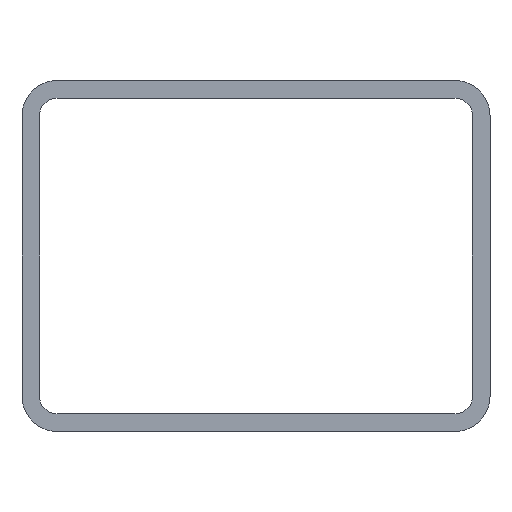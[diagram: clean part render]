
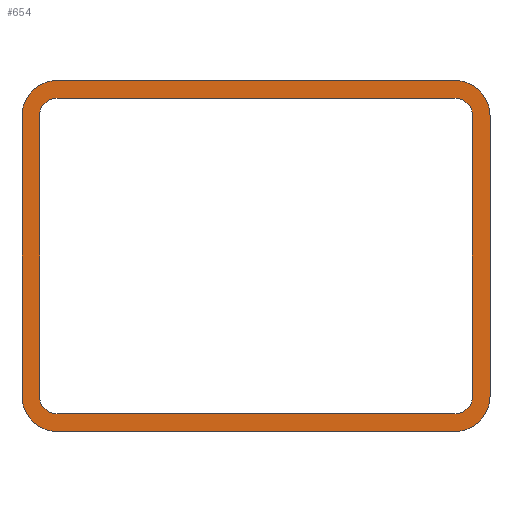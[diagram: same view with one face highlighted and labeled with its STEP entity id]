
A CAD part, front view. The second image highlights one B-rep face of the part: STEP entity #654.
In plain terms, the highlighted planar face has unit normal (0, -1, 0).
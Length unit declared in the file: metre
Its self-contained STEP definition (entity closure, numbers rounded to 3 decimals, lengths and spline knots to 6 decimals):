
#46=LINE('',#988,#78);
#51=LINE('',#1002,#83);
#55=LINE('',#1030,#87);
#59=LINE('',#1042,#91);
#62=LINE('',#1065,#94);
#67=LINE('',#1079,#99);
#71=LINE('',#1107,#103);
#75=LINE('',#1119,#107);
#78=VECTOR('',#789,1.);
#83=VECTOR('',#802,1.);
#87=VECTOR('',#830,1.);
#91=VECTOR('',#842,1.);
#94=VECTOR('',#863,1.);
#99=VECTOR('',#876,1.);
#103=VECTOR('',#904,1.);
#107=VECTOR('',#916,1.);
#204=ORIENTED_EDGE('',*,*,#316,.F.);
#205=ORIENTED_EDGE('',*,*,#320,.F.);
#206=ORIENTED_EDGE('',*,*,#323,.F.);
#207=ORIENTED_EDGE('',*,*,#326,.F.);
#208=ORIENTED_EDGE('',*,*,#337,.T.);
#209=ORIENTED_EDGE('',*,*,#340,.F.);
#210=ORIENTED_EDGE('',*,*,#343,.T.);
#211=ORIENTED_EDGE('',*,*,#345,.F.);
#212=ORIENTED_EDGE('',*,*,#278,.F.);
#213=ORIENTED_EDGE('',*,*,#282,.T.);
#214=ORIENTED_EDGE('',*,*,#285,.T.);
#215=ORIENTED_EDGE('',*,*,#288,.T.);
#216=ORIENTED_EDGE('',*,*,#299,.T.);
#217=ORIENTED_EDGE('',*,*,#302,.T.);
#218=ORIENTED_EDGE('',*,*,#305,.F.);
#219=ORIENTED_EDGE('',*,*,#347,.T.);
#278=EDGE_CURVE('',#358,#359,#46,.T.);
#282=EDGE_CURVE('',#358,#361,#421,.T.);
#285=EDGE_CURVE('',#361,#363,#51,.T.);
#288=EDGE_CURVE('',#363,#365,#423,.T.);
#299=EDGE_CURVE('',#365,#375,#55,.T.);
#302=EDGE_CURVE('',#375,#377,#433,.T.);
#305=EDGE_CURVE('',#379,#377,#59,.T.);
#316=EDGE_CURVE('',#390,#391,#62,.T.);
#320=EDGE_CURVE('',#393,#390,#443,.T.);
#323=EDGE_CURVE('',#395,#393,#67,.T.);
#326=EDGE_CURVE('',#397,#395,#445,.T.);
#337=EDGE_CURVE('',#397,#407,#71,.T.);
#340=EDGE_CURVE('',#409,#407,#455,.T.);
#343=EDGE_CURVE('',#409,#411,#75,.T.);
#345=EDGE_CURVE('',#391,#411,#457,.T.);
#347=EDGE_CURVE('',#379,#359,#459,.T.);
#358=VERTEX_POINT('',#987);
#359=VERTEX_POINT('',#989);
#361=VERTEX_POINT('',#995);
#363=VERTEX_POINT('',#1001);
#365=VERTEX_POINT('',#1007);
#375=VERTEX_POINT('',#1029);
#377=VERTEX_POINT('',#1035);
#379=VERTEX_POINT('',#1041);
#390=VERTEX_POINT('',#1064);
#391=VERTEX_POINT('',#1066);
#393=VERTEX_POINT('',#1072);
#395=VERTEX_POINT('',#1078);
#397=VERTEX_POINT('',#1084);
#407=VERTEX_POINT('',#1106);
#409=VERTEX_POINT('',#1112);
#411=VERTEX_POINT('',#1118);
#421=CIRCLE('',#696,0.006);
#423=CIRCLE('',#700,0.006);
#433=CIRCLE('',#712,0.006);
#443=CIRCLE('',#725,0.003);
#445=CIRCLE('',#729,0.003);
#455=CIRCLE('',#741,0.003);
#457=CIRCLE('',#745,0.003);
#459=CIRCLE('',#748,0.006);
#508=EDGE_LOOP('',(#204,#205,#206,#207,#208,#209,#210,#211));
#509=EDGE_LOOP('',(#212,#213,#214,#215,#216,#217,#218,#219));
#592=FACE_BOUND('',#508,.T.);
#593=FACE_BOUND('',#509,.T.);
#636=PLANE('',#749);
#654=ADVANCED_FACE('',(#592,#593),#636,.T.);
#696=AXIS2_PLACEMENT_3D('',#996,#796,#797);
#700=AXIS2_PLACEMENT_3D('',#1008,#808,#809);
#712=AXIS2_PLACEMENT_3D('',#1036,#836,#837);
#725=AXIS2_PLACEMENT_3D('',#1073,#870,#871);
#729=AXIS2_PLACEMENT_3D('',#1085,#882,#883);
#741=AXIS2_PLACEMENT_3D('',#1113,#910,#911);
#745=AXIS2_PLACEMENT_3D('',#1122,#921,#922);
#748=AXIS2_PLACEMENT_3D('',#1125,#927,#928);
#749=AXIS2_PLACEMENT_3D('',#1126,#929,#930);
#789=DIRECTION('',(0.,0.,1.));
#796=DIRECTION('',(0.,-1.,0.));
#797=DIRECTION('',(0.,0.,-1.));
#802=DIRECTION('',(1.,0.,0.));
#808=DIRECTION('',(0.,-1.,0.));
#809=DIRECTION('',(0.,0.,-1.));
#830=DIRECTION('',(0.,0.,1.));
#836=DIRECTION('',(0.,-1.,0.));
#837=DIRECTION('',(0.,0.,-1.));
#842=DIRECTION('',(1.,0.,0.));
#863=DIRECTION('',(0.,0.,1.));
#870=DIRECTION('',(0.,-1.,0.));
#871=DIRECTION('',(0.,0.,-1.));
#876=DIRECTION('',(1.,0.,0.));
#882=DIRECTION('',(0.,-1.,0.));
#883=DIRECTION('',(0.,0.,-1.));
#904=DIRECTION('',(0.,0.,1.));
#910=DIRECTION('',(0.,-1.,0.));
#911=DIRECTION('',(0.,0.,-1.));
#916=DIRECTION('',(1.,0.,0.));
#921=DIRECTION('',(0.,-1.,0.));
#922=DIRECTION('',(0.,0.,-1.));
#927=DIRECTION('',(0.,-1.,0.));
#928=DIRECTION('',(0.,0.,-1.));
#929=DIRECTION('',(0.,-1.,0.));
#930=DIRECTION('',(1.,0.,0.));
#987=CARTESIAN_POINT('',(0.,-1.5,0.006));
#988=CARTESIAN_POINT('',(0.,-1.5,0.03));
#989=CARTESIAN_POINT('',(0.,-1.5,0.054));
#995=CARTESIAN_POINT('',(0.006,-1.5,0.));
#996=CARTESIAN_POINT('',(0.006,-1.5,0.006));
#1001=CARTESIAN_POINT('',(0.074,-1.5,0.));
#1002=CARTESIAN_POINT('',(0.04,-1.5,0.));
#1007=CARTESIAN_POINT('',(0.08,-1.5,0.006));
#1008=CARTESIAN_POINT('',(0.074,-1.5,0.006));
#1029=CARTESIAN_POINT('',(0.08,-1.5,0.054));
#1030=CARTESIAN_POINT('',(0.08,-1.5,0.03));
#1035=CARTESIAN_POINT('',(0.074,-1.5,0.06));
#1036=CARTESIAN_POINT('',(0.074,-1.5,0.054));
#1041=CARTESIAN_POINT('',(0.006,-1.5,0.06));
#1042=CARTESIAN_POINT('',(0.04,-1.5,0.06));
#1064=CARTESIAN_POINT('',(0.077,-1.5,0.006));
#1065=CARTESIAN_POINT('',(0.077,-1.5,0.03));
#1066=CARTESIAN_POINT('',(0.077,-1.5,0.054));
#1072=CARTESIAN_POINT('',(0.074,-1.5,0.003));
#1073=CARTESIAN_POINT('',(0.074,-1.5,0.006));
#1078=CARTESIAN_POINT('',(0.006,-1.5,0.003));
#1079=CARTESIAN_POINT('',(0.04,-1.5,0.003));
#1084=CARTESIAN_POINT('',(0.003,-1.5,0.006));
#1085=CARTESIAN_POINT('',(0.006,-1.5,0.006));
#1106=CARTESIAN_POINT('',(0.003,-1.5,0.054));
#1107=CARTESIAN_POINT('',(0.003,-1.5,0.03));
#1112=CARTESIAN_POINT('',(0.006,-1.5,0.057));
#1113=CARTESIAN_POINT('',(0.006,-1.5,0.054));
#1118=CARTESIAN_POINT('',(0.074,-1.5,0.057));
#1119=CARTESIAN_POINT('',(0.04,-1.5,0.057));
#1122=CARTESIAN_POINT('',(0.074,-1.5,0.054));
#1125=CARTESIAN_POINT('',(0.006,-1.5,0.054));
#1126=CARTESIAN_POINT('',(0.04,-1.5,0.03));
